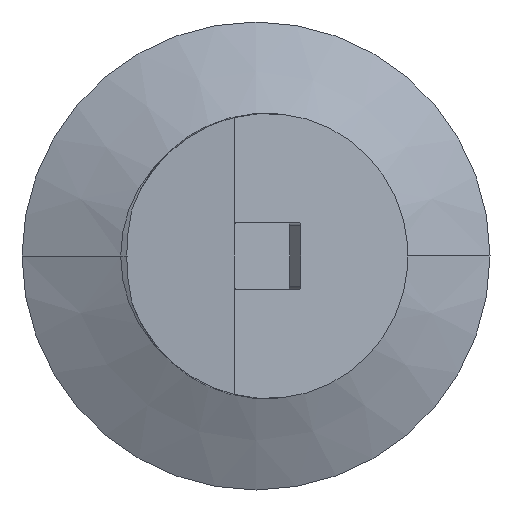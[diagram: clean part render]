
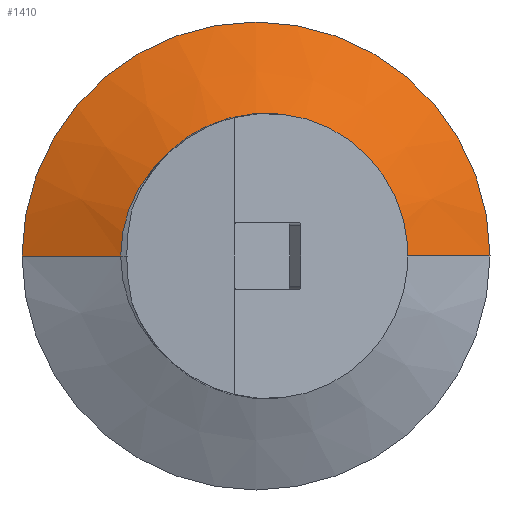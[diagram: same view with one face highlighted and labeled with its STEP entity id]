
A CAD part, left-side view. The second image highlights one B-rep face of the part: STEP entity #1410.
In plain terms, the highlighted conical face has half-angle 65 degrees and reference radius 3.798 mm.
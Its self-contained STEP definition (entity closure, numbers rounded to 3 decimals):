
#21 = CARTESIAN_POINT ( 'NONE',  ( -2.328, -6.567, 0. ) ) ;
#56 = ORIENTED_EDGE ( 'NONE', *, *, #497, .T. ) ;
#99 = CARTESIAN_POINT ( 'NONE',  ( -2.328, 0., 0. ) ) ;
#150 = EDGE_CURVE ( 'NONE', #579, #1575, #984, .T. ) ;
#170 = DIRECTION ( 'NONE',  ( 0., 1., 0. ) ) ;
#210 = CARTESIAN_POINT ( 'NONE',  ( -3.619, -3.798, 0. ) ) ;
#292 = VERTEX_POINT ( 'NONE', #1654 ) ;
#297 = VECTOR ( 'NONE', #629, 1000. ) ;
#344 = EDGE_LOOP ( 'NONE', ( #1607, #56, #704, #927 ) ) ;
#363 = CARTESIAN_POINT ( 'NONE',  ( -3.619, 0., 0. ) ) ;
#415 = CARTESIAN_POINT ( 'NONE',  ( -3.619, 3.798, 0. ) ) ;
#497 = EDGE_CURVE ( 'NONE', #1575, #1014, #1120, .T. ) ;
#548 = CARTESIAN_POINT ( 'NONE',  ( -3.619, -3.798, 0. ) ) ;
#579 = VERTEX_POINT ( 'NONE', #1411 ) ;
#586 = AXIS2_PLACEMENT_3D ( 'NONE', #363, #612, #170 ) ;
#599 = DIRECTION ( 'NONE',  ( 1., 0., 0. ) ) ;
#608 = VECTOR ( 'NONE', #962, 1000. ) ;
#612 = DIRECTION ( 'NONE',  ( 1., 0., 0. ) ) ;
#624 = DIRECTION ( 'NONE',  ( 1., 0., 0. ) ) ;
#629 = DIRECTION ( 'NONE',  ( 0.423, -0.906, 0. ) ) ;
#674 = EDGE_CURVE ( 'NONE', #292, #1014, #922, .T. ) ;
#704 = ORIENTED_EDGE ( 'NONE', *, *, #674, .F. ) ;
#861 = AXIS2_PLACEMENT_3D ( 'NONE', #99, #599, #1370 ) ;
#922 = CIRCLE ( 'NONE', #861, 6.567 ) ;
#927 = ORIENTED_EDGE ( 'NONE', *, *, #1057, .F. ) ;
#946 = LINE ( 'NONE', #415, #608 ) ;
#962 = DIRECTION ( 'NONE',  ( 0.423, 0.906, 0. ) ) ;
#984 = CIRCLE ( 'NONE', #586, 3.798 ) ;
#1009 = AXIS2_PLACEMENT_3D ( 'NONE', #1322, #624, #1548 ) ;
#1014 = VERTEX_POINT ( 'NONE', #21 ) ;
#1057 = EDGE_CURVE ( 'NONE', #579, #292, #946, .T. ) ;
#1120 = LINE ( 'NONE', #210, #297 ) ;
#1322 = CARTESIAN_POINT ( 'NONE',  ( -3.619, 0., 0. ) ) ;
#1370 = DIRECTION ( 'NONE',  ( 0., 1., 0. ) ) ;
#1410 = ADVANCED_FACE ( 'NONE', ( #1554 ), #1648, .T. ) ;
#1411 = CARTESIAN_POINT ( 'NONE',  ( -3.619, 3.798, 0. ) ) ;
#1548 = DIRECTION ( 'NONE',  ( 0., 1., 0. ) ) ;
#1554 = FACE_OUTER_BOUND ( 'NONE', #344, .T. ) ;
#1575 = VERTEX_POINT ( 'NONE', #548 ) ;
#1607 = ORIENTED_EDGE ( 'NONE', *, *, #150, .T. ) ;
#1648 = CONICAL_SURFACE ( 'NONE', #1009, 3.798, 1.134 ) ;
#1654 = CARTESIAN_POINT ( 'NONE',  ( -2.328, 6.567, 0. ) ) ;
